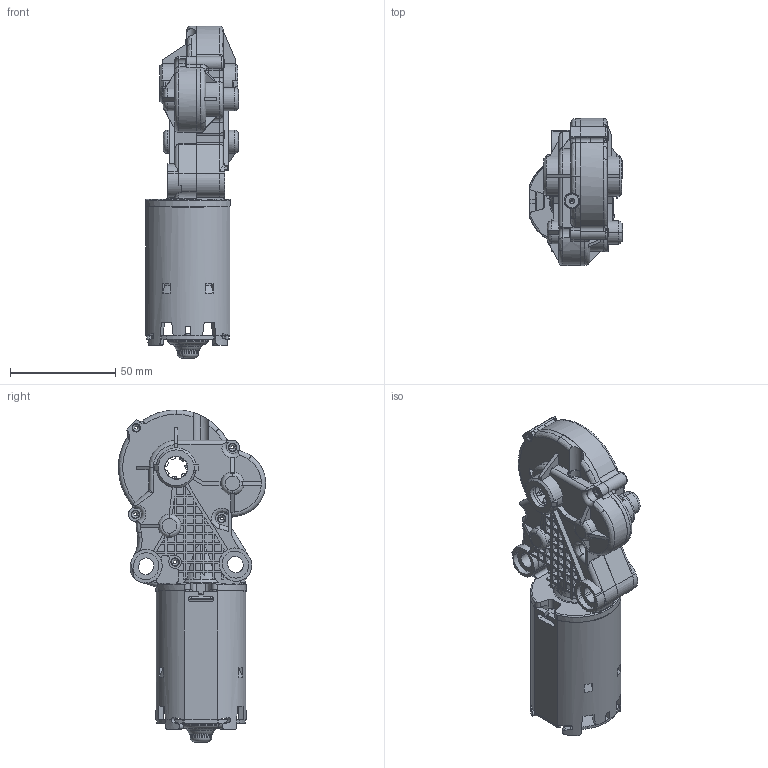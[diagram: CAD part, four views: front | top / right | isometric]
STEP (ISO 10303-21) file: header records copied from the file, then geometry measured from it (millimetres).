
FILE_DESCRIPTION(('CATIA V5 STEP Exchange'),'2;1');
FILE_NAME('10000010311_02_MOTOR GMPG_AllCATPart_08_05_14.stp','2014-05-08T09:16:20+00:00',('none'),('none'),'CATIA Version 5 Release 19 SP 9 (IN-10)','CATIA V5 STEP AP214','none');
FILE_SCHEMA(('AUTOMOTIVE_DESIGN { 1 0 10303 214 1 1 1 1 }'));
Length unit declared in the file: millimetre
Products named in the file (1): 10000010311_02_MOTOR GMPG_AllCATPart
Bounding box: 44.32 x 70.04 x 158.05 mm (x, y, z)
Volume: 80467.2 mm3; surface area: 75263.7 mm2
Topology: 10 solids, 10 shells, 3142 faces, 8455 edges, 5385 vertices
Faces by surface type: plane 1161, cylinder 863, bspline 785, torus 163, cone 140, sphere 30
Entity records: 115752 total; most frequent: CARTESIAN_POINT 51125, ORIENTED_EDGE 16814, EDGE_CURVE 8407, DIRECTION 8332, VERTEX_POINT 5385, AXIS2_PLACEMENT_3D 3485, VECTOR 3330, LINE 3330
